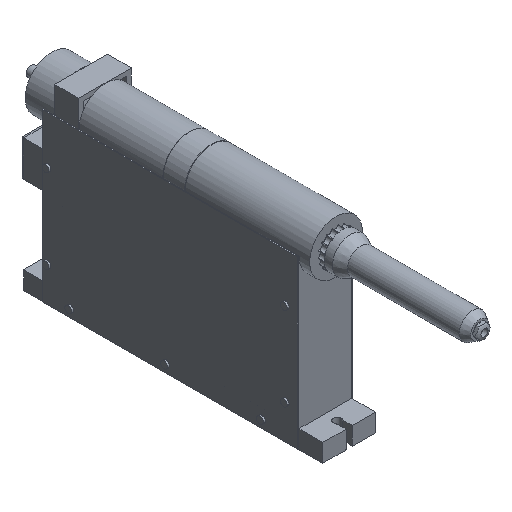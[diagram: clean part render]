
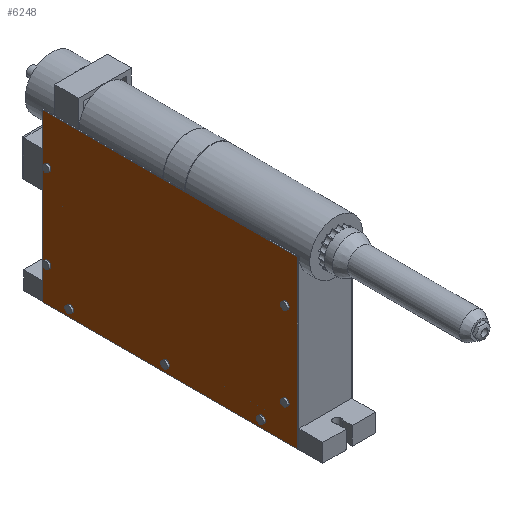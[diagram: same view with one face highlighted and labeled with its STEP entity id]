
A CAD part, isometric view. The second image highlights one B-rep face of the part: STEP entity #6248.
In plain terms, the highlighted planar face has unit normal (-1, 0, 0).
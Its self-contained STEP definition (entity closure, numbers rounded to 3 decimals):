
#187=FACE_BOUND('',#1029,.T.);
#188=FACE_BOUND('',#1030,.T.);
#189=FACE_BOUND('',#1031,.T.);
#190=FACE_BOUND('',#1032,.T.);
#191=FACE_BOUND('',#1033,.T.);
#192=FACE_BOUND('',#1034,.T.);
#193=FACE_BOUND('',#1035,.T.);
#246=CIRCLE('',#6791,2.85);
#247=CIRCLE('',#6792,2.85);
#328=CIRCLE('',#6991,2.85);
#329=CIRCLE('',#6992,2.85);
#330=CIRCLE('',#6993,2.85);
#331=CIRCLE('',#6994,2.85);
#332=CIRCLE('',#6995,2.85);
#333=CIRCLE('',#6996,2.85);
#334=CIRCLE('',#6997,2.85);
#335=CIRCLE('',#6998,2.85);
#336=CIRCLE('',#6999,2.85);
#337=CIRCLE('',#7000,2.85);
#338=CIRCLE('',#7001,2.85);
#339=CIRCLE('',#7002,2.85);
#661=FACE_OUTER_BOUND('',#1028,.T.);
#1028=EDGE_LOOP('',(#4834,#4835,#4836,#4837));
#1029=EDGE_LOOP('',(#4838,#4839));
#1030=EDGE_LOOP('',(#4840,#4841));
#1031=EDGE_LOOP('',(#4842,#4843));
#1032=EDGE_LOOP('',(#4844,#4845));
#1033=EDGE_LOOP('',(#4846,#4847));
#1034=EDGE_LOOP('',(#4848,#4849));
#1035=EDGE_LOOP('',(#4850,#4851));
#1576=LINE('',#10230,#2164);
#1577=LINE('',#10232,#2165);
#1578=LINE('',#10234,#2166);
#1579=LINE('',#10235,#2167);
#2164=VECTOR('',#8343,10.);
#2165=VECTOR('',#8344,10.);
#2166=VECTOR('',#8345,10.);
#2167=VECTOR('',#8346,10.);
#2541=VERTEX_POINT('',#9636);
#2542=VERTEX_POINT('',#9637);
#2733=VERTEX_POINT('',#10228);
#2734=VERTEX_POINT('',#10229);
#2735=VERTEX_POINT('',#10231);
#2736=VERTEX_POINT('',#10233);
#2737=VERTEX_POINT('',#10236);
#2738=VERTEX_POINT('',#10237);
#2739=VERTEX_POINT('',#10240);
#2740=VERTEX_POINT('',#10241);
#2741=VERTEX_POINT('',#10244);
#2742=VERTEX_POINT('',#10245);
#2743=VERTEX_POINT('',#10248);
#2744=VERTEX_POINT('',#10249);
#2745=VERTEX_POINT('',#10252);
#2746=VERTEX_POINT('',#10253);
#2747=VERTEX_POINT('',#10256);
#2748=VERTEX_POINT('',#10257);
#3208=EDGE_CURVE('',#2541,#2542,#246,.T.);
#3209=EDGE_CURVE('',#2542,#2541,#247,.T.);
#3496=EDGE_CURVE('',#2733,#2734,#1576,.T.);
#3497=EDGE_CURVE('',#2735,#2733,#1577,.T.);
#3498=EDGE_CURVE('',#2736,#2735,#1578,.T.);
#3499=EDGE_CURVE('',#2734,#2736,#1579,.T.);
#3500=EDGE_CURVE('',#2737,#2738,#328,.T.);
#3501=EDGE_CURVE('',#2738,#2737,#329,.T.);
#3502=EDGE_CURVE('',#2739,#2740,#330,.T.);
#3503=EDGE_CURVE('',#2740,#2739,#331,.T.);
#3504=EDGE_CURVE('',#2741,#2742,#332,.T.);
#3505=EDGE_CURVE('',#2742,#2741,#333,.T.);
#3506=EDGE_CURVE('',#2743,#2744,#334,.T.);
#3507=EDGE_CURVE('',#2744,#2743,#335,.T.);
#3508=EDGE_CURVE('',#2745,#2746,#336,.T.);
#3509=EDGE_CURVE('',#2746,#2745,#337,.T.);
#3510=EDGE_CURVE('',#2747,#2748,#338,.T.);
#3511=EDGE_CURVE('',#2748,#2747,#339,.T.);
#4834=ORIENTED_EDGE('',*,*,#3496,.F.);
#4835=ORIENTED_EDGE('',*,*,#3497,.F.);
#4836=ORIENTED_EDGE('',*,*,#3498,.F.);
#4837=ORIENTED_EDGE('',*,*,#3499,.F.);
#4838=ORIENTED_EDGE('',*,*,#3208,.T.);
#4839=ORIENTED_EDGE('',*,*,#3209,.T.);
#4840=ORIENTED_EDGE('',*,*,#3500,.T.);
#4841=ORIENTED_EDGE('',*,*,#3501,.T.);
#4842=ORIENTED_EDGE('',*,*,#3502,.T.);
#4843=ORIENTED_EDGE('',*,*,#3503,.T.);
#4844=ORIENTED_EDGE('',*,*,#3504,.T.);
#4845=ORIENTED_EDGE('',*,*,#3505,.T.);
#4846=ORIENTED_EDGE('',*,*,#3506,.T.);
#4847=ORIENTED_EDGE('',*,*,#3507,.T.);
#4848=ORIENTED_EDGE('',*,*,#3508,.T.);
#4849=ORIENTED_EDGE('',*,*,#3509,.T.);
#4850=ORIENTED_EDGE('',*,*,#3510,.T.);
#4851=ORIENTED_EDGE('',*,*,#3511,.T.);
#5733=PLANE('',#6990);
#6248=ADVANCED_FACE('',(#661,#187,#188,#189,#190,#191,#192,#193),#5733,
 .F.);
#6791=AXIS2_PLACEMENT_3D('',#9638,#7743,#7744);
#6792=AXIS2_PLACEMENT_3D('',#9639,#7745,#7746);
#6990=AXIS2_PLACEMENT_3D('',#10227,#8341,#8342);
#6991=AXIS2_PLACEMENT_3D('',#10238,#8347,#8348);
#6992=AXIS2_PLACEMENT_3D('',#10239,#8349,#8350);
#6993=AXIS2_PLACEMENT_3D('',#10242,#8351,#8352);
#6994=AXIS2_PLACEMENT_3D('',#10243,#8353,#8354);
#6995=AXIS2_PLACEMENT_3D('',#10246,#8355,#8356);
#6996=AXIS2_PLACEMENT_3D('',#10247,#8357,#8358);
#6997=AXIS2_PLACEMENT_3D('',#10250,#8359,#8360);
#6998=AXIS2_PLACEMENT_3D('',#10251,#8361,#8362);
#6999=AXIS2_PLACEMENT_3D('',#10254,#8363,#8364);
#7000=AXIS2_PLACEMENT_3D('',#10255,#8365,#8366);
#7001=AXIS2_PLACEMENT_3D('',#10258,#8367,#8368);
#7002=AXIS2_PLACEMENT_3D('',#10259,#8369,#8370);
#7743=DIRECTION('center_axis',(1.,0.,0.));
#7744=DIRECTION('ref_axis',(0.,0.,
-1.));
#7745=DIRECTION('center_axis',(1.,0.,0.));
#7746=DIRECTION('ref_axis',(0.,0.,
-1.));
#8341=DIRECTION('center_axis',(1.,0.,0.));
#8342=DIRECTION('ref_axis',(0.,-1.,0.));
#8343=DIRECTION('',(0.,1.,0.));
#8344=DIRECTION('',(0.,0.,-1.));
#8345=DIRECTION('',(0.,-1.,0.));
#8346=DIRECTION('',(0.,0.,1.));
#8347=DIRECTION('center_axis',(1.,0.,0.));
#8348=DIRECTION('ref_axis',(0.,0.,
-1.));
#8349=DIRECTION('center_axis',(1.,0.,0.));
#8350=DIRECTION('ref_axis',(0.,0.,
-1.));
#8351=DIRECTION('center_axis',(1.,0.,0.));
#8352=DIRECTION('ref_axis',(0.,0.,1.));
#8353=DIRECTION('center_axis',(1.,0.,0.));
#8354=DIRECTION('ref_axis',(0.,0.,1.));
#8355=DIRECTION('center_axis',(1.,0.,0.));
#8356=DIRECTION('ref_axis',(0.,0.,
-1.));
#8357=DIRECTION('center_axis',(1.,0.,0.));
#8358=DIRECTION('ref_axis',(0.,0.,
-1.));
#8359=DIRECTION('center_axis',(1.,0.,0.));
#8360=DIRECTION('ref_axis',(0.,0.,
1.));
#8361=DIRECTION('center_axis',(1.,0.,0.));
#8362=DIRECTION('ref_axis',(0.,0.,
1.));
#8363=DIRECTION('center_axis',(1.,0.,0.));
#8364=DIRECTION('ref_axis',(0.,0.,
-1.));
#8365=DIRECTION('center_axis',(1.,0.,0.));
#8366=DIRECTION('ref_axis',(0.,0.,
-1.));
#8367=DIRECTION('center_axis',(1.,0.,0.));
#8368=DIRECTION('ref_axis',(0.,0.,1.));
#8369=DIRECTION('center_axis',(1.,0.,0.));
#8370=DIRECTION('ref_axis',(0.,0.,1.));
#9636=CARTESIAN_POINT('',(-23.,209.,-112.85));
#9637=CARTESIAN_POINT('',(-23.,209.,-107.15));
#9638=CARTESIAN_POINT('Origin',(-23.,209.,-110.));
#9639=CARTESIAN_POINT('Origin',(-23.,209.,-110.));
#10227=CARTESIAN_POINT('Origin',(-23.,107.,-70.));
#10228=CARTESIAN_POINT('',(-23.,0.5,-139.5));
#10229=CARTESIAN_POINT('',(-23.,213.5,-139.5));
#10230=CARTESIAN_POINT('',(-23.,0.5,-139.5));
#10231=CARTESIAN_POINT('',(-23.,0.5,-0.5));
#10232=CARTESIAN_POINT('',(-23.,0.5,-0.5));
#10233=CARTESIAN_POINT('',(-23.,213.5,-0.5));
#10234=CARTESIAN_POINT('',(-23.,213.5,-0.5));
#10235=CARTESIAN_POINT('',(-23.,213.5,-139.5));
#10236=CARTESIAN_POINT('',(-23.,209.,-42.85));
#10237=CARTESIAN_POINT('',(-23.,209.,-37.15));
#10238=CARTESIAN_POINT('Origin',(-23.,209.,-40.));
#10239=CARTESIAN_POINT('Origin',(-23.,209.,-40.));
#10240=CARTESIAN_POINT('',(-23.,10.,-107.15));
#10241=CARTESIAN_POINT('',(-23.,10.,-112.85));
#10242=CARTESIAN_POINT('Origin',(-23.,10.,-110.));
#10243=CARTESIAN_POINT('Origin',(-23.,10.,-110.));
#10244=CARTESIAN_POINT('',(-23.,110.,-135.35));
#10245=CARTESIAN_POINT('',(-23.,110.,-129.65));
#10246=CARTESIAN_POINT('Origin',(-23.,110.,-132.5));
#10247=CARTESIAN_POINT('Origin',(-23.,110.,-132.5));
#10248=CARTESIAN_POINT('',(-23.,30.,-129.65));
#10249=CARTESIAN_POINT('',(-23.,30.,-135.35));
#10250=CARTESIAN_POINT('Origin',(-23.,30.,-132.5));
#10251=CARTESIAN_POINT('Origin',(-23.,30.,-132.5));
#10252=CARTESIAN_POINT('',(-23.,190.,-135.35));
#10253=CARTESIAN_POINT('',(-23.,190.,-129.65));
#10254=CARTESIAN_POINT('Origin',(-23.,190.,-132.5));
#10255=CARTESIAN_POINT('Origin',(-23.,190.,-132.5));
#10256=CARTESIAN_POINT('',(-23.,10.,-37.15));
#10257=CARTESIAN_POINT('',(-23.,10.,-42.85));
#10258=CARTESIAN_POINT('Origin',(-23.,10.,-40.));
#10259=CARTESIAN_POINT('Origin',(-23.,10.,-40.));
